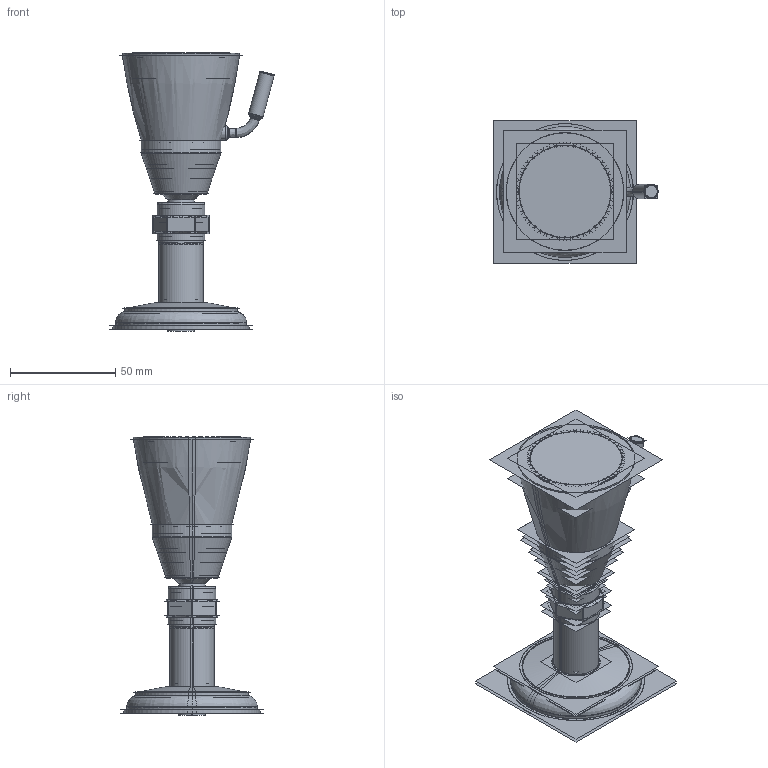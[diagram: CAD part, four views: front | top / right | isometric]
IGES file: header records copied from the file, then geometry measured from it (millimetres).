
Start section:  PTC IGES file: 0838X-NU-XX.igs
Global section: file name: 0838X-NU-XX.igs; native system: Creo Elements/Pro by Parametric Technology Corporation; preprocessor: 2015070; author: leo; organization: Unknown; date: 20200429.142215; units: inch
Bounding box: 78.14 x 67.68 x 132.12 mm (x, y, z)
Volume: 156970.6 mm3; surface area: 337709.1 mm2
Topology: 9 solids, 9 shells, 846 faces, 4272 edges, 5446 vertices
Faces by surface type: revolution 520, bspline 326
